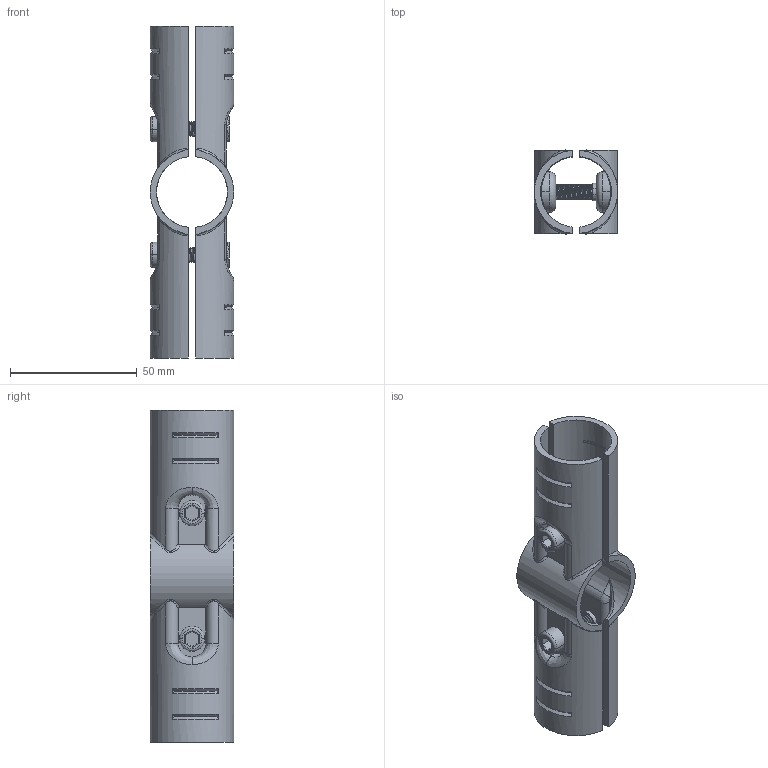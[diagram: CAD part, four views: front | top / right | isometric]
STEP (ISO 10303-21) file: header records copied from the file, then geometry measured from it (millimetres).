
FILE_DESCRIPTION (( 'STEP AP214' ), '1' );
FILE_NAME ('B298 Ñîåäèíèòåëü òðóáíûé, Ô28, 4B.STEP', '2023-11-09T10:24:10', ( '' ), ( '' ), 'SwSTEP 2.0', 'SolidWorks 2022', '' );
FILE_SCHEMA (( 'AUTOMOTIVE_DESIGN' ));
Length unit declared in the file: millimetre
Products named in the file (1): B298 Соединитель трубный, Ф28, 4B
Bounding box: 33 x 33.11 x 131 mm (x, y, z)
Volume: 31358.7 mm3; surface area: 28839.5 mm2
Topology: 6 solids, 6 shells, 422 faces, 1090 edges, 702 vertices
Faces by surface type: cylinder 180, plane 108, bspline 68, cone 34, torus 32
Entity records: 35217 total; most frequent: CARTESIAN_POINT 21199, ORIENTED_EDGE 2180, DIRECTION 1544, EDGE_CURVE 1090, VERTEX_POINT 702, AXIS2_PLACEMENT_3D 589, B_SPLINE_CURVE_WITH_KNOTS 486, EDGE_LOOP 456
